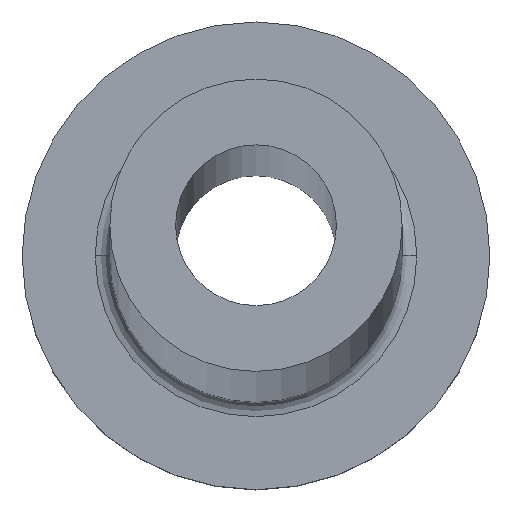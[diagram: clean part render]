
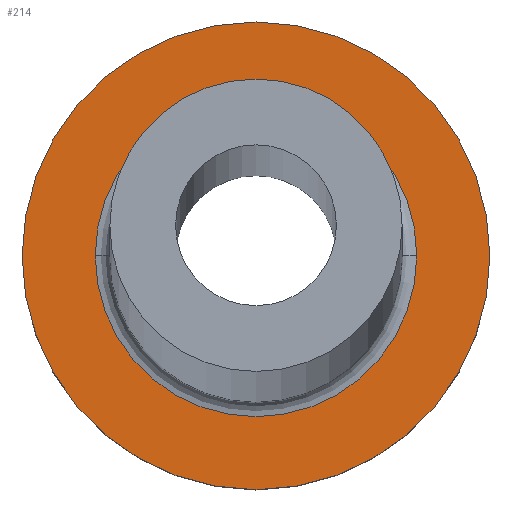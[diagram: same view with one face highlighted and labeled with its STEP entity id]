
A CAD part, top view. The second image highlights one B-rep face of the part: STEP entity #214.
In plain terms, the highlighted planar face has unit normal (0, 0, 1).
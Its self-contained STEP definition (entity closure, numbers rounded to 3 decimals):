
#6 = CARTESIAN_POINT ( 'NONE',  ( 0., 0., 5. ) ) ;
#10 = FACE_BOUND ( 'NONE', #52, .T. ) ;
#22 = CIRCLE ( 'NONE', #62, 5.5 ) ;
#25 = VERTEX_POINT ( 'NONE', #149 ) ;
#52 = EDGE_LOOP ( 'NONE', ( #113, #137 ) ) ;
#62 = AXIS2_PLACEMENT_3D ( 'NONE', #153, #115, #351 ) ;
#68 = DIRECTION ( 'NONE',  ( 0., 0., 1. ) ) ;
#70 = DIRECTION ( 'NONE',  ( 0., 0., -1. ) ) ;
#80 = ORIENTED_EDGE ( 'NONE', *, *, #192, .T. ) ;
#95 = CARTESIAN_POINT ( 'NONE',  ( 0., 0., 5. ) ) ;
#113 = ORIENTED_EDGE ( 'NONE', *, *, #283, .T. ) ;
#115 = DIRECTION ( 'NONE',  ( 0., 0., -1. ) ) ;
#120 = EDGE_CURVE ( 'NONE', #264, #175, #22, .T. ) ;
#123 = AXIS2_PLACEMENT_3D ( 'NONE', #6, #333, #156 ) ;
#137 = ORIENTED_EDGE ( 'NONE', *, *, #120, .T. ) ;
#144 = ORIENTED_EDGE ( 'NONE', *, *, #221, .T. ) ;
#149 = CARTESIAN_POINT ( 'NONE',  ( -8., 0., 5. ) ) ;
#153 = CARTESIAN_POINT ( 'NONE',  ( 0., 0., 5. ) ) ;
#156 = DIRECTION ( 'NONE',  ( 1., 0., 0. ) ) ;
#160 = CARTESIAN_POINT ( 'NONE',  ( 0., 0., 5. ) ) ;
#161 = DIRECTION ( 'NONE',  ( 0., 0., 1. ) ) ;
#175 = VERTEX_POINT ( 'NONE', #244 ) ;
#192 = EDGE_CURVE ( 'NONE', #345, #25, #325, .T. ) ;
#214 = ADVANCED_FACE ( 'NONE', ( #10, #218 ), #222, .T. ) ;
#218 = FACE_OUTER_BOUND ( 'NONE', #287, .T. ) ;
#221 = EDGE_CURVE ( 'NONE', #25, #345, #330, .T. ) ;
#222 = PLANE ( 'NONE',  #362 ) ;
#223 = CIRCLE ( 'NONE', #350, 5.5 ) ;
#244 = CARTESIAN_POINT ( 'NONE',  ( 5.5, 0., 5. ) ) ;
#264 = VERTEX_POINT ( 'NONE', #337 ) ;
#279 = DIRECTION ( 'NONE',  ( 1., 0., 0. ) ) ;
#283 = EDGE_CURVE ( 'NONE', #175, #264, #223, .T. ) ;
#287 = EDGE_LOOP ( 'NONE', ( #144, #80 ) ) ;
#317 = CARTESIAN_POINT ( 'NONE',  ( 8., 0., 5. ) ) ;
#325 = CIRCLE ( 'NONE', #355, 8. ) ;
#330 = CIRCLE ( 'NONE', #123, 8. ) ;
#333 = DIRECTION ( 'NONE',  ( 0., 0., 1. ) ) ;
#337 = CARTESIAN_POINT ( 'NONE',  ( -5.5, 0., 5. ) ) ;
#345 = VERTEX_POINT ( 'NONE', #317 ) ;
#350 = AXIS2_PLACEMENT_3D ( 'NONE', #95, #70, #358 ) ;
#351 = DIRECTION ( 'NONE',  ( 1., 0., 0. ) ) ;
#355 = AXIS2_PLACEMENT_3D ( 'NONE', #160, #161, #279 ) ;
#358 = DIRECTION ( 'NONE',  ( 1., 0., 0. ) ) ;
#362 = AXIS2_PLACEMENT_3D ( 'NONE', #365, #68, #364 ) ;
#364 = DIRECTION ( 'NONE',  ( 1., 0., 0. ) ) ;
#365 = CARTESIAN_POINT ( 'NONE',  ( 0., 0., 5. ) ) ;
